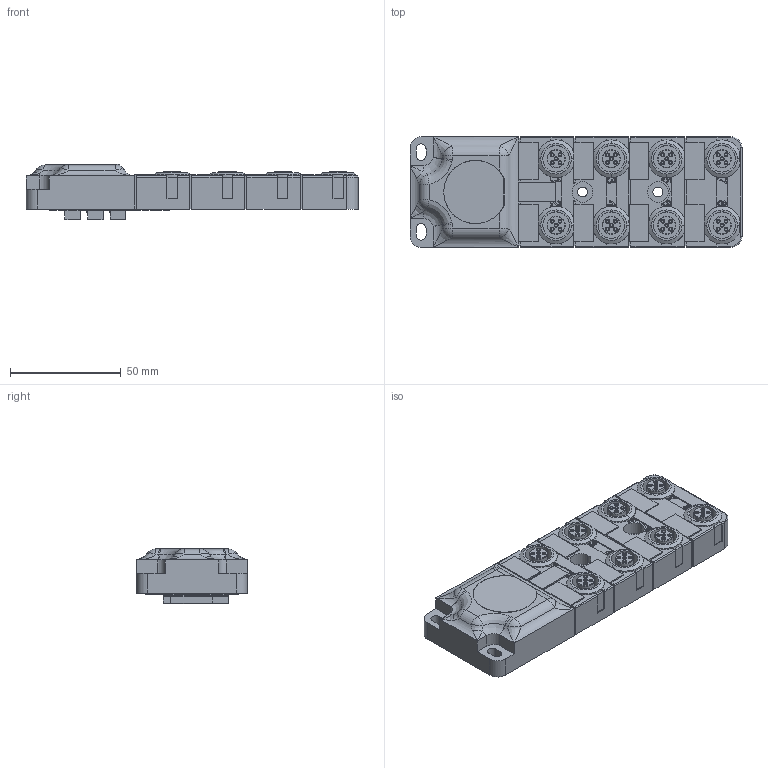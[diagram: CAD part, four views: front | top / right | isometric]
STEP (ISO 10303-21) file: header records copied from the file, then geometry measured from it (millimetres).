
FILE_DESCRIPTION (( 'STEP AP203' ), '1' );
FILE_NAME ('8000-88590-0000000.step', '2020-08-19T12:59:09', ( '' ), ( '' ), 'SwSTEP 2.0', 'SolidWorks 2019', '' );
FILE_SCHEMA (( 'CONFIG_CONTROL_DESIGN' ));
Length unit declared in the file: inch
Products named in the file (1): 8000-88590-0000000
Bounding box: 150 x 50 x 24.9 mm (x, y, z)
Volume: 110752.2 mm3; surface area: 35140.1 mm2
Topology: 4 solids, 4 shells, 1417 faces, 3642 edges, 2360 vertices
Faces by surface type: plane 931, cylinder 256, cone 133, bspline 80, torus 11, sphere 6
Entity records: 43719 total; most frequent: CARTESIAN_POINT 9230, ORIENTED_EDGE 7272, DIRECTION 6830, EDGE_CURVE 3636, VECTOR 2626, LINE 2626, VERTEX_POINT 2360, AXIS2_PLACEMENT_3D 2102
